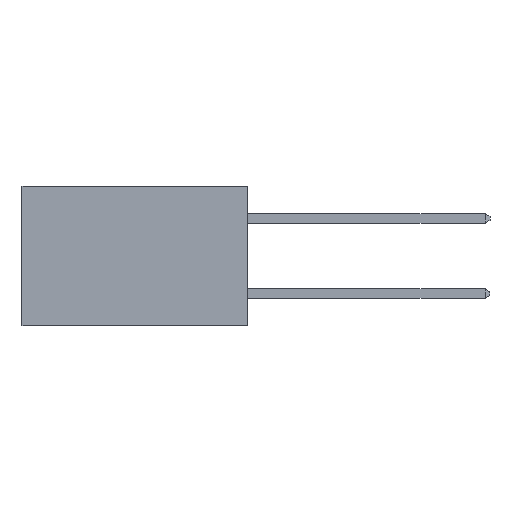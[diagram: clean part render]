
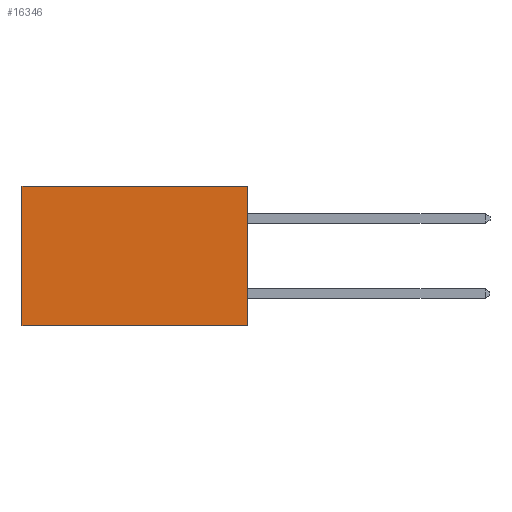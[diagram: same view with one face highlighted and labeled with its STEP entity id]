
A CAD part, left-side view. The second image highlights one B-rep face of the part: STEP entity #16346.
In plain terms, the highlighted planar face has unit normal (-1, 0, 0).
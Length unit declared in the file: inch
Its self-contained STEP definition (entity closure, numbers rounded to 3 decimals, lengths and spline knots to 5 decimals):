
#59 = CARTESIAN_POINT ( 'NONE',  ( 0.298, 0., -0.37 ) ) ;
#149 = CARTESIAN_POINT ( 'NONE',  ( 0.298, 0., -0.37 ) ) ;
#206 = VERTEX_POINT ( 'NONE', #149 ) ;
#2931 = VERTEX_POINT ( 'NONE', #21580 ) ;
#3293 = CARTESIAN_POINT ( 'NONE',  ( 0.298, 0., 0. ) ) ;
#3842 = LINE ( 'NONE', #8477, #21870 ) ;
#4330 = DIRECTION ( 'NONE',  ( 0., 1., 0. ) ) ;
#4706 = EDGE_CURVE ( 'NONE', #15964, #206, #15012, .T. ) ;
#5037 = DIRECTION ( 'NONE',  ( 0., 0., -1. ) ) ;
#5315 = EDGE_CURVE ( 'NONE', #15964, #2931, #16343, .T. ) ;
#6456 = VECTOR ( 'NONE', #8722, 39.37008 ) ;
#7847 = CARTESIAN_POINT ( 'NONE',  ( 0.298, 0., 0. ) ) ;
#7949 = DIRECTION ( 'NONE',  ( 0., 0., -1. ) ) ;
#8477 = CARTESIAN_POINT ( 'NONE',  ( 0.298, 0.6, 0. ) ) ;
#8642 = CARTESIAN_POINT ( 'NONE',  ( 0.298, 0., 0. ) ) ;
#8722 = DIRECTION ( 'NONE',  ( 0., 1., 0. ) ) ;
#9928 = AXIS2_PLACEMENT_3D ( 'NONE', #3293, #15597, #5037 ) ;
#10495 = LINE ( 'NONE', #59, #19245 ) ;
#10579 = CARTESIAN_POINT ( 'NONE',  ( 0.298, 0.6, -0.37 ) ) ;
#12984 = FACE_OUTER_BOUND ( 'NONE', #18979, .T. ) ;
#13538 = ORIENTED_EDGE ( 'NONE', *, *, #17836, .F. ) ;
#13835 = ORIENTED_EDGE ( 'NONE', *, *, #4706, .F. ) ;
#15012 = LINE ( 'NONE', #7847, #19115 ) ;
#15597 = DIRECTION ( 'NONE',  ( 1., 0., 0. ) ) ;
#15647 = DIRECTION ( 'NONE',  ( 0., 0., -1. ) ) ;
#15964 = VERTEX_POINT ( 'NONE', #21548 ) ;
#16343 = LINE ( 'NONE', #8642, #6456 ) ;
#16346 = ADVANCED_FACE ( 'NONE', ( #12984 ), #17263, .F. ) ;
#16539 = ORIENTED_EDGE ( 'NONE', *, *, #18123, .T. ) ;
#17263 = PLANE ( 'NONE',  #9928 ) ;
#17836 = EDGE_CURVE ( 'NONE', #206, #22046, #10495, .T. ) ;
#18123 = EDGE_CURVE ( 'NONE', #2931, #22046, #3842, .T. ) ;
#18979 = EDGE_LOOP ( 'NONE', ( #16539, #13538, #13835, #21459 ) ) ;
#19115 = VECTOR ( 'NONE', #7949, 39.37008 ) ;
#19245 = VECTOR ( 'NONE', #4330, 39.37008 ) ;
#21459 = ORIENTED_EDGE ( 'NONE', *, *, #5315, .T. ) ;
#21548 = CARTESIAN_POINT ( 'NONE',  ( 0.298, 0., 0. ) ) ;
#21580 = CARTESIAN_POINT ( 'NONE',  ( 0.298, 0.6, 0. ) ) ;
#21870 = VECTOR ( 'NONE', #15647, 39.37008 ) ;
#22046 = VERTEX_POINT ( 'NONE', #10579 ) ;
